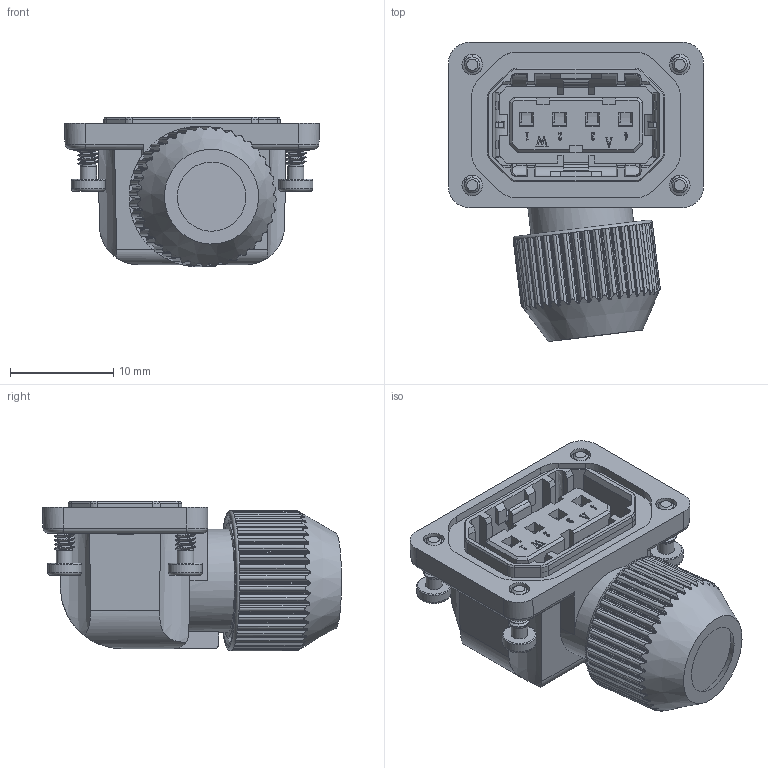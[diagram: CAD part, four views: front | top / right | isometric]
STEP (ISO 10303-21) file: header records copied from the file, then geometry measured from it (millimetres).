
FILE_DESCRIPTION( ('This file contains a STEP AP42 implementation' ,'as created by ZW3D STEP Interface translator.') ,'2;1' );
FILE_NAME( 'MJE04P-32041801(W).stp' ,'231223.141633', (''), ('ZWCAD Software Co.'), 'Version 1.0', 'ZW3D to STEP translator', '' );
FILE_SCHEMA(('AUTOMOTIVE_DESIGN { 1 0 10303 214 1 1 1 1 }'));
Length unit declared in the file: millimetre
Products named in the file (2): 0; 盄傷
Bounding box: 24.7 x 28.97 x 14.5 mm (x, y, z)
Volume: 3074 mm3; surface area: 5841.3 mm2
Topology: 1 solids, 1 shells, 2643 faces, 7596 edges, 4915 vertices
Faces by surface type: plane 1861, cylinder 582, bspline 122, cone 52, torus 25, sphere 1
Full cylindrical faces by diameter (mm): 1.474 x40, 1.6 x4, 1.7 x8, 2 x12, 3.3 x4, 7.6 x1, 9 x1, 9.1 x1, 10 x1, 11.051 x5, 11.188 x1, 12.062 x7
Entity records: 95948 total; most frequent: CARTESIAN_POINT 26006, ORIENTED_EDGE 15220, DIRECTION 12415, EDGE_CURVE 7610, VECTOR 5779, LINE 5779, VERTEX_POINT 4924, AXIS2_PLACEMENT_3D 3318
